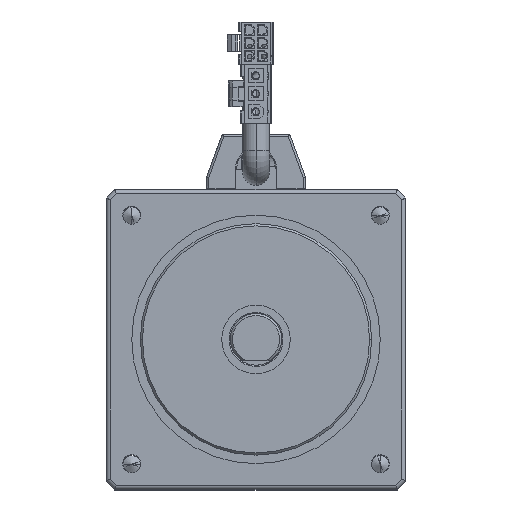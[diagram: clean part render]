
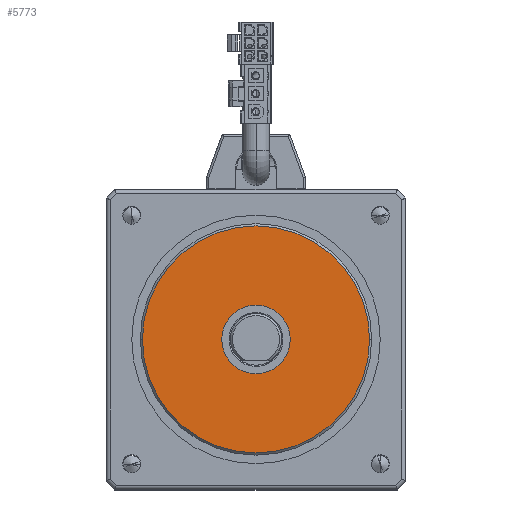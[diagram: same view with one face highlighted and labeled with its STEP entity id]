
A CAD part, top view. The second image highlights one B-rep face of the part: STEP entity #5773.
In plain terms, the highlighted planar face has unit normal (0, 0, 1).
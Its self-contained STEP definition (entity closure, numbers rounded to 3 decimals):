
#1097 = EDGE_LOOP ( 'NONE', ( #5493, #5494 ) ) ;
#1099 = EDGE_LOOP ( 'NONE', ( #5491, #5492 ) ) ;
#1881 = CARTESIAN_POINT ( 'NONE',  ( 0., 2.235, 56. ) ) ;
#1882 = DIRECTION ( 'NONE',  ( 0., 0., 1. ) ) ;
#1884 = DIRECTION ( 'NONE',  ( 1., 0., 0. ) ) ;
#1908 = CARTESIAN_POINT ( 'NONE',  ( 0., 2.235, 56. ) ) ;
#1910 = DIRECTION ( 'NONE',  ( 0., 0., 1. ) ) ;
#1912 = DIRECTION ( 'NONE',  ( 1., 0., 0. ) ) ;
#1925 = CARTESIAN_POINT ( 'NONE',  ( 0., 2.235, 56. ) ) ;
#1927 = DIRECTION ( 'NONE',  ( 0., 0., 1. ) ) ;
#1929 = DIRECTION ( 'NONE',  ( 1., 0., 0. ) ) ;
#1932 = CARTESIAN_POINT ( 'NONE',  ( 0., 2.235, 56. ) ) ;
#1934 = DIRECTION ( 'NONE',  ( 0., 0., 1. ) ) ;
#1936 = DIRECTION ( 'NONE',  ( 1., 0., 0. ) ) ;
#4810 = EDGE_CURVE ( 'NONE', #14058, #10546, #21295, .T. ) ;
#4815 = EDGE_CURVE ( 'NONE', #10550, #10551, #21304, .T. ) ;
#4818 = EDGE_CURVE ( 'NONE', #10551, #10550, #21309, .T. ) ;
#4819 = EDGE_CURVE ( 'NONE', #10546, #14058, #21310, .T. ) ;
#5491 = ORIENTED_EDGE ( 'NONE', *, *, #4819, .T. ) ;
#5492 = ORIENTED_EDGE ( 'NONE', *, *, #4810, .T. ) ;
#5493 = ORIENTED_EDGE ( 'NONE', *, *, #4818, .F. ) ;
#5494 = ORIENTED_EDGE ( 'NONE', *, *, #4815, .F. ) ;
#5773 = ADVANCED_FACE ( 'NONE', ( #21674, #21678 ), #6986, .T. ) ;
#6983 = CARTESIAN_POINT ( 'NONE',  ( 0., 2.235, 56. ) ) ;
#6986 = PLANE ( 'NONE',  #20602 ) ;
#6988 = DIRECTION ( 'NONE',  ( 0., 0., 1. ) ) ;
#6989 = DIRECTION ( 'NONE',  ( 1., 0., 0. ) ) ;
#9514 = CARTESIAN_POINT ( 'NONE',  ( 8., 2.235, 56. ) ) ;
#9518 = CARTESIAN_POINT ( 'NONE',  ( -26.5, 2.235, 56. ) ) ;
#9521 = CARTESIAN_POINT ( 'NONE',  ( -8., 2.235, 56. ) ) ;
#9554 = CARTESIAN_POINT ( 'NONE',  ( 26.5, 2.235, 56. ) ) ;
#10546 = VERTEX_POINT ( 'NONE', #9518 ) ;
#10550 = VERTEX_POINT ( 'NONE', #9521 ) ;
#10551 = VERTEX_POINT ( 'NONE', #9514 ) ;
#14058 = VERTEX_POINT ( 'NONE', #9554 ) ;
#20404 = AXIS2_PLACEMENT_3D ( 'NONE', #1881, #1882, #1884 ) ;
#20406 = AXIS2_PLACEMENT_3D ( 'NONE', #1908, #1910, #1912 ) ;
#20408 = AXIS2_PLACEMENT_3D ( 'NONE', #1925, #1927, #1929 ) ;
#20409 = AXIS2_PLACEMENT_3D ( 'NONE', #1932, #1934, #1936 ) ;
#20602 = AXIS2_PLACEMENT_3D ( 'NONE', #6983, #6988, #6989 ) ;
#21295 = CIRCLE ( 'NONE', #20404, 26.5 ) ;
#21304 = CIRCLE ( 'NONE', #20406, 8. ) ;
#21309 = CIRCLE ( 'NONE', #20408, 8. ) ;
#21310 = CIRCLE ( 'NONE', #20409, 26.5 ) ;
#21674 = FACE_OUTER_BOUND ( 'NONE', #1099, .T. ) ;
#21678 = FACE_BOUND ( 'NONE', #1097, .T. ) ;
